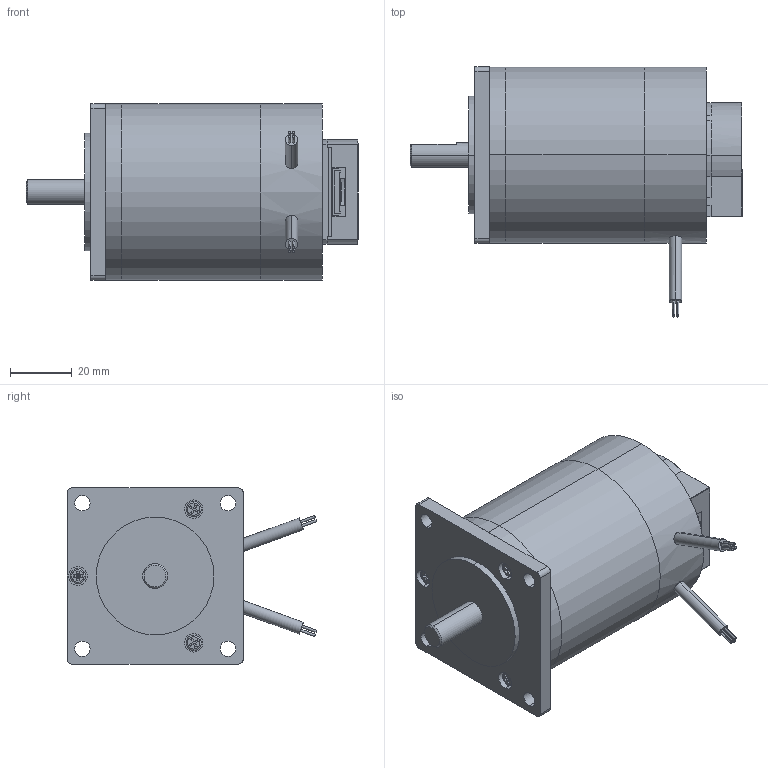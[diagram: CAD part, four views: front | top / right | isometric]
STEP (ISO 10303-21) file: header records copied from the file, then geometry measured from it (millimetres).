
FILE_DESCRIPTION (( 'STEP AP214' ), '1' );
FILE_NAME ('YL57BL750470NEC4000.STEP', '2024-04-01T06:55:39', ( 'qi' ), ( '' ), 'SwSTEP 2.0', 'SolidWorks 2020', '' );
FILE_SCHEMA (( 'AUTOMOTIVE_DESIGN' ));
Length unit declared in the file: millimetre
Products named in the file (3): YL57BL750470NEC4000; NOE2; 萇儂
Assembly tree (2 placements, depth 2):
  YL57BL750470NEC4000
    萇儂
    NOE2
Bounding box: 107.5 x 80.88 x 57 mm (x, y, z)
Volume: 202626.2 mm3; surface area: 40794.4 mm2
Topology: 7 solids, 7 shells, 408 faces, 1068 edges, 697 vertices
Faces by surface type: plane 292, cylinder 99, cone 11, torus 6
Entity records: 12788 total; most frequent: CARTESIAN_POINT 2326, ORIENTED_EDGE 2136, DIRECTION 2113, EDGE_CURVE 1068, VECTOR 821, LINE 821, VERTEX_POINT 697, AXIS2_PLACEMENT_3D 646
